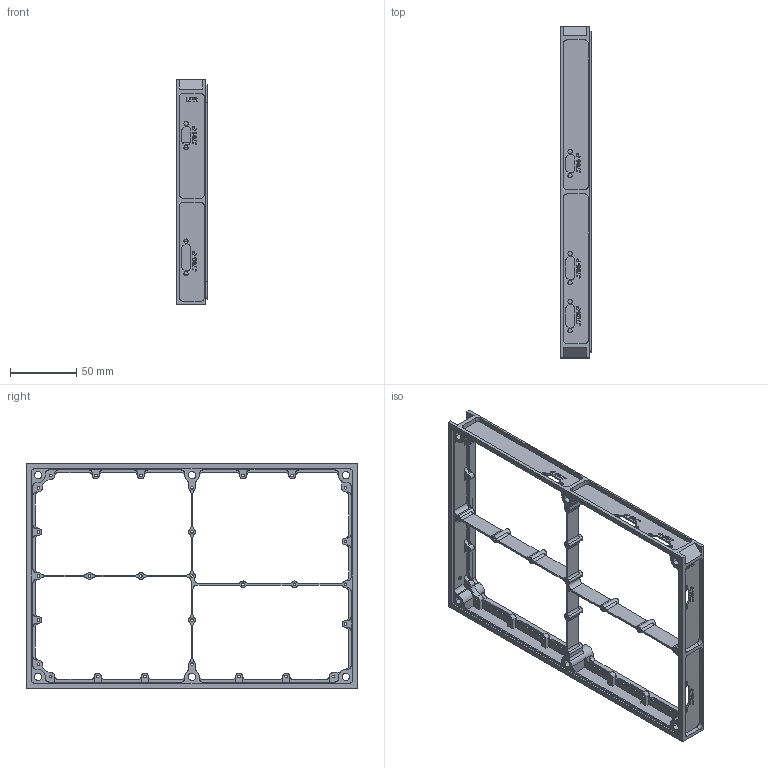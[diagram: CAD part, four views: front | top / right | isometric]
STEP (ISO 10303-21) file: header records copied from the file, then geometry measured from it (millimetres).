
FILE_DESCRIPTION(('CATIA V5 STEP Exchange'),'2;1');
FILE_NAME('Frame LFR 1.3.stp','2014-07-18T11:09:56+00:00',('none'),('none'),'CATIA Version 5 Release 19 GA (IN-10)','CATIA V5 STEP AP214','none');
FILE_SCHEMA(('AUTOMOTIVE_DESIGN { 1 0 10303 214 1 1 1 1 }'));
Length unit declared in the file: millimetre
Products named in the file (1): Frame LFR 1.3
Bounding box: 24 x 250 x 170 mm (x, y, z)
Volume: 61543.7 mm3; surface area: 74481 mm2
Topology: 1 solids, 1 shells, 1053 faces, 3119 edges, 2119 vertices
Faces by surface type: plane 506, cylinder 340, extrusion 207
Entity records: 40245 total; most frequent: CARTESIAN_POINT 13782, ORIENTED_EDGE 6238, DIRECTION 3972, EDGE_CURVE 3119, VERTEX_POINT 2119, VECTOR 2058, LINE 1851, AXIS2_PLACEMENT_3D 1374
